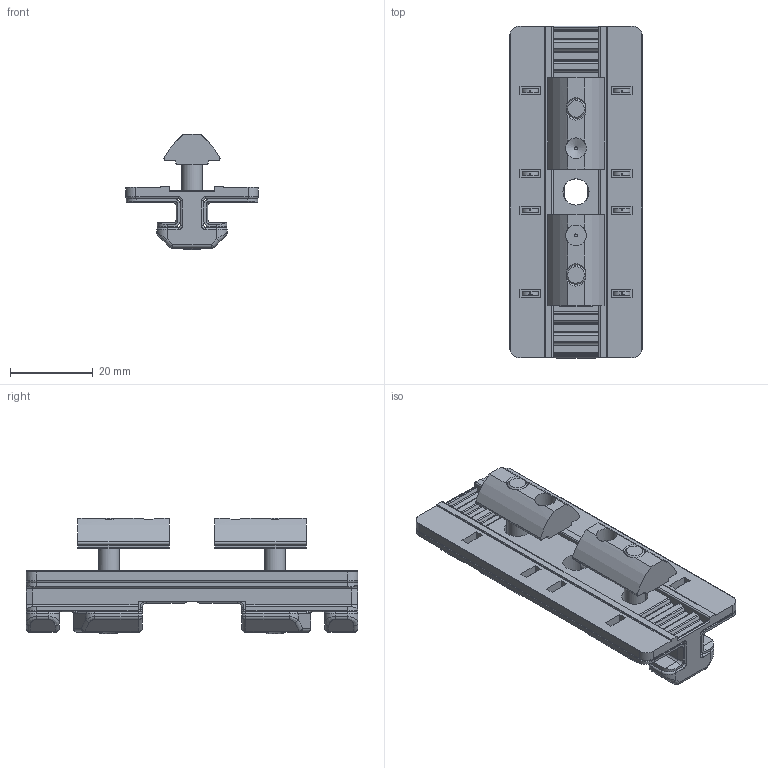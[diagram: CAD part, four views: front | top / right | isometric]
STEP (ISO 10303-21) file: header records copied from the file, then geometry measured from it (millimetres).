
FILE_DESCRIPTION(/* description */ ('Ślizg do profilu 80x32 - swobodny'),/* implementation_level */ '2;1');
FILE_NAME(/* name */ '128481.stp',/* time_stamp */ '2023-01-31T11:55:35+01:00',/* author */ ('aluteckkpl_am'),/* organization */ (''),/* preprocessor_version */ 'ST-DEVELOPER v18.1',/* originating_system */ 'Autodesk Inventor 2021',/* authorisation */ '');
FILE_SCHEMA (('CONFIG_CONTROL_DESIGN'));
Length unit declared in the file: millimetre
Products named in the file (1): 128481
Bounding box: 32 x 80 x 27.8 mm (x, y, z)
Volume: 17798.3 mm3; surface area: 14802.4 mm2
Topology: 1 solids, 1 shells, 648 faces, 1703 edges, 1036 vertices
Faces by surface type: plane 283, cylinder 241, torus 54, bspline 34, sphere 20, cone 16
Full cylindrical faces by diameter (mm): 5 x6, 6.3 x3
Entity records: 22351 total; most frequent: CARTESIAN_POINT 5680, DIRECTION 3395, ORIENTED_EDGE 3366, EDGE_CURVE 1683, AXIS2_PLACEMENT_3D 1206, VERTEX_POINT 1036, LINE 983, VECTOR 983
